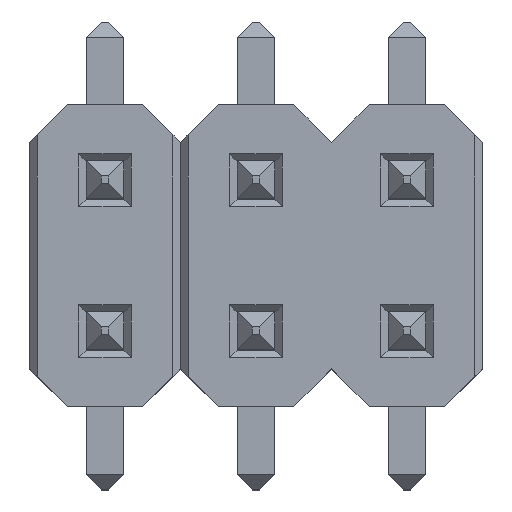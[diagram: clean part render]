
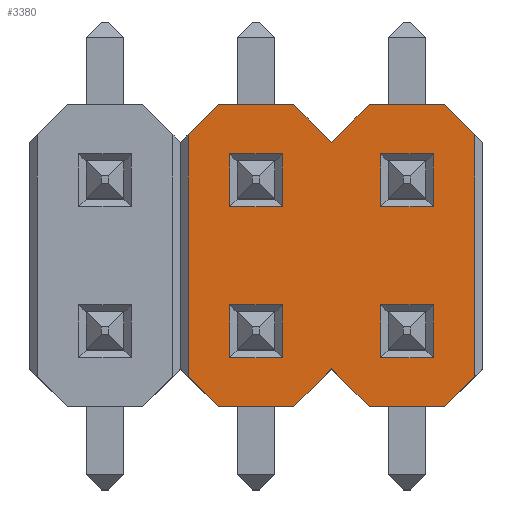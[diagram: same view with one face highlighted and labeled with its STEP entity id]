
A CAD part, top view. The second image highlights one B-rep face of the part: STEP entity #3380.
In plain terms, the highlighted planar face has unit normal (0, 0, 1).
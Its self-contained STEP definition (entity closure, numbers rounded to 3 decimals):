
#16=FACE_BOUND('',#335,.T.);
#17=FACE_BOUND('',#336,.T.);
#18=FACE_BOUND('',#337,.T.);
#19=FACE_BOUND('',#338,.T.);
#139=FACE_OUTER_BOUND('',#334,.T.);
#334=EDGE_LOOP('',(#2489,#2490,#2491,#2492,#2493,#2494,#2495,#2496,#2497,
#2498,#2499,#2500,#2501,#2502));
#335=EDGE_LOOP('',(#2503,#2504,#2505,#2506));
#336=EDGE_LOOP('',(#2507,#2508,#2509,#2510));
#337=EDGE_LOOP('',(#2511,#2512,#2513,#2514));
#338=EDGE_LOOP('',(#2515,#2516,#2517,#2518));
#683=LINE('',#5068,#1116);
#686=LINE('',#5073,#1119);
#688=LINE('',#5077,#1121);
#690=LINE('',#5080,#1123);
#691=LINE('',#5084,#1124);
#692=LINE('',#5086,#1125);
#693=LINE('',#5088,#1126);
#694=LINE('',#5090,#1127);
#695=LINE('',#5092,#1128);
#696=LINE('',#5094,#1129);
#697=LINE('',#5096,#1130);
#698=LINE('',#5098,#1131);
#699=LINE('',#5100,#1132);
#700=LINE('',#5102,#1133);
#701=LINE('',#5104,#1134);
#702=LINE('',#5106,#1135);
#703=LINE('',#5108,#1136);
#704=LINE('',#5109,#1137);
#705=LINE('',#5112,#1138);
#706=LINE('',#5114,#1139);
#707=LINE('',#5116,#1140);
#708=LINE('',#5117,#1141);
#709=LINE('',#5120,#1142);
#710=LINE('',#5122,#1143);
#711=LINE('',#5124,#1144);
#712=LINE('',#5125,#1145);
#713=LINE('',#5128,#1146);
#714=LINE('',#5130,#1147);
#715=LINE('',#5132,#1148);
#716=LINE('',#5133,#1149);
#1116=VECTOR('',#4160,10.);
#1119=VECTOR('',#4165,10.);
#1121=VECTOR('',#4169,10.);
#1123=VECTOR('',#4173,10.);
#1124=VECTOR('',#4176,10.);
#1125=VECTOR('',#4177,10.);
#1126=VECTOR('',#4178,10.);
#1127=VECTOR('',#4179,10.);
#1128=VECTOR('',#4180,10.);
#1129=VECTOR('',#4181,10.);
#1130=VECTOR('',#4182,10.);
#1131=VECTOR('',#4183,10.);
#1132=VECTOR('',#4184,10.);
#1133=VECTOR('',#4185,10.);
#1134=VECTOR('',#4186,10.);
#1135=VECTOR('',#4187,10.);
#1136=VECTOR('',#4188,10.);
#1137=VECTOR('',#4189,10.);
#1138=VECTOR('',#4190,10.);
#1139=VECTOR('',#4191,10.);
#1140=VECTOR('',#4192,10.);
#1141=VECTOR('',#4193,10.);
#1142=VECTOR('',#4194,10.);
#1143=VECTOR('',#4195,10.);
#1144=VECTOR('',#4196,10.);
#1145=VECTOR('',#4197,10.);
#1146=VECTOR('',#4198,10.);
#1147=VECTOR('',#4199,10.);
#1148=VECTOR('',#4200,10.);
#1149=VECTOR('',#4201,10.);
#1478=VERTEX_POINT('',#5066);
#1479=VERTEX_POINT('',#5067);
#1480=VERTEX_POINT('',#5072);
#1481=VERTEX_POINT('',#5076);
#1482=VERTEX_POINT('',#5082);
#1483=VERTEX_POINT('',#5083);
#1484=VERTEX_POINT('',#5085);
#1485=VERTEX_POINT('',#5087);
#1486=VERTEX_POINT('',#5089);
#1487=VERTEX_POINT('',#5091);
#1488=VERTEX_POINT('',#5093);
#1489=VERTEX_POINT('',#5095);
#1490=VERTEX_POINT('',#5097);
#1491=VERTEX_POINT('',#5099);
#1492=VERTEX_POINT('',#5101);
#1493=VERTEX_POINT('',#5103);
#1494=VERTEX_POINT('',#5105);
#1495=VERTEX_POINT('',#5107);
#1496=VERTEX_POINT('',#5110);
#1497=VERTEX_POINT('',#5111);
#1498=VERTEX_POINT('',#5113);
#1499=VERTEX_POINT('',#5115);
#1500=VERTEX_POINT('',#5118);
#1501=VERTEX_POINT('',#5119);
#1502=VERTEX_POINT('',#5121);
#1503=VERTEX_POINT('',#5123);
#1504=VERTEX_POINT('',#5126);
#1505=VERTEX_POINT('',#5127);
#1506=VERTEX_POINT('',#5129);
#1507=VERTEX_POINT('',#5131);
#1837=EDGE_CURVE('',#1478,#1479,#683,.T.);
#1840=EDGE_CURVE('',#1479,#1480,#686,.T.);
#1842=EDGE_CURVE('',#1480,#1481,#688,.T.);
#1844=EDGE_CURVE('',#1481,#1478,#690,.T.);
#1845=EDGE_CURVE('',#1482,#1483,#691,.T.);
#1846=EDGE_CURVE('',#1484,#1482,#692,.T.);
#1847=EDGE_CURVE('',#1484,#1485,#693,.T.);
#1848=EDGE_CURVE('',#1486,#1485,#694,.T.);
#1849=EDGE_CURVE('',#1487,#1486,#695,.T.);
#1850=EDGE_CURVE('',#1487,#1488,#696,.T.);
#1851=EDGE_CURVE('',#1489,#1488,#697,.T.);
#1852=EDGE_CURVE('',#1490,#1489,#698,.T.);
#1853=EDGE_CURVE('',#1491,#1490,#699,.T.);
#1854=EDGE_CURVE('',#1491,#1492,#700,.T.);
#1855=EDGE_CURVE('',#1493,#1492,#701,.T.);
#1856=EDGE_CURVE('',#1494,#1493,#702,.T.);
#1857=EDGE_CURVE('',#1494,#1495,#703,.T.);
#1858=EDGE_CURVE('',#1483,#1495,#704,.T.);
#1859=EDGE_CURVE('',#1496,#1497,#705,.T.);
#1860=EDGE_CURVE('',#1498,#1496,#706,.T.);
#1861=EDGE_CURVE('',#1499,#1498,#707,.T.);
#1862=EDGE_CURVE('',#1497,#1499,#708,.T.);
#1863=EDGE_CURVE('',#1500,#1501,#709,.T.);
#1864=EDGE_CURVE('',#1502,#1500,#710,.T.);
#1865=EDGE_CURVE('',#1503,#1502,#711,.T.);
#1866=EDGE_CURVE('',#1501,#1503,#712,.T.);
#1867=EDGE_CURVE('',#1504,#1505,#713,.T.);
#1868=EDGE_CURVE('',#1506,#1504,#714,.T.);
#1869=EDGE_CURVE('',#1507,#1506,#715,.T.);
#1870=EDGE_CURVE('',#1505,#1507,#716,.T.);
#2489=ORIENTED_EDGE('',*,*,#1845,.F.);
#2490=ORIENTED_EDGE('',*,*,#1846,.F.);
#2491=ORIENTED_EDGE('',*,*,#1847,.T.);
#2492=ORIENTED_EDGE('',*,*,#1848,.F.);
#2493=ORIENTED_EDGE('',*,*,#1849,.F.);
#2494=ORIENTED_EDGE('',*,*,#1850,.T.);
#2495=ORIENTED_EDGE('',*,*,#1851,.F.);
#2496=ORIENTED_EDGE('',*,*,#1852,.F.);
#2497=ORIENTED_EDGE('',*,*,#1853,.F.);
#2498=ORIENTED_EDGE('',*,*,#1854,.T.);
#2499=ORIENTED_EDGE('',*,*,#1855,.F.);
#2500=ORIENTED_EDGE('',*,*,#1856,.F.);
#2501=ORIENTED_EDGE('',*,*,#1857,.T.);
#2502=ORIENTED_EDGE('',*,*,#1858,.F.);
#2503=ORIENTED_EDGE('',*,*,#1859,.F.);
#2504=ORIENTED_EDGE('',*,*,#1860,.F.);
#2505=ORIENTED_EDGE('',*,*,#1861,.F.);
#2506=ORIENTED_EDGE('',*,*,#1862,.F.);
#2507=ORIENTED_EDGE('',*,*,#1863,.F.);
#2508=ORIENTED_EDGE('',*,*,#1864,.F.);
#2509=ORIENTED_EDGE('',*,*,#1865,.F.);
#2510=ORIENTED_EDGE('',*,*,#1866,.F.);
#2511=ORIENTED_EDGE('',*,*,#1867,.F.);
#2512=ORIENTED_EDGE('',*,*,#1868,.F.);
#2513=ORIENTED_EDGE('',*,*,#1869,.F.);
#2514=ORIENTED_EDGE('',*,*,#1870,.F.);
#2515=ORIENTED_EDGE('',*,*,#1837,.F.);
#2516=ORIENTED_EDGE('',*,*,#1844,.F.);
#2517=ORIENTED_EDGE('',*,*,#1842,.F.);
#2518=ORIENTED_EDGE('',*,*,#1840,.F.);
#3066=PLANE('',#3613);
#3380=ADVANCED_FACE('',(#139,#16,#17,#18,#19),#3066,.T.);
#3613=AXIS2_PLACEMENT_3D('',#5081,#4174,#4175);
#4160=DIRECTION('',(0.,-1.,0.));
#4165=DIRECTION('',(1.,0.,0.));
#4169=DIRECTION('',(0.,1.,0.));
#4173=DIRECTION('',(-1.,0.,0.));
#4174=DIRECTION('center_axis',(0.,0.,1.));
#4175=DIRECTION('ref_axis',(1.,0.,0.));
#4176=DIRECTION('',(0.,-1.,0.));
#4177=DIRECTION('',(0.707,-0.707,0.));
#4178=DIRECTION('',(-1.,0.,0.));
#4179=DIRECTION('',(0.707,0.707,0.));
#4180=DIRECTION('',(0.707,-0.707,0.));
#4181=DIRECTION('',(-1.,0.,0.));
#4182=DIRECTION('',(0.707,0.707,0.));
#4183=DIRECTION('',(0.,1.,0.));
#4184=DIRECTION('',(-0.707,0.707,0.));
#4185=DIRECTION('',(1.,0.,0.));
#4186=DIRECTION('',(-0.707,-0.707,0.));
#4187=DIRECTION('',(-0.707,0.707,0.));
#4188=DIRECTION('',(1.,0.,0.));
#4189=DIRECTION('',(-0.707,-0.707,0.));
#4190=DIRECTION('',(1.,0.,0.));
#4191=DIRECTION('',(0.,-1.,0.));
#4192=DIRECTION('',(-1.,0.,0.));
#4193=DIRECTION('',(0.,1.,0.));
#4194=DIRECTION('',(1.,0.,0.));
#4195=DIRECTION('',(0.,-1.,0.));
#4196=DIRECTION('',(-1.,0.,0.));
#4197=DIRECTION('',(0.,1.,0.));
#4198=DIRECTION('',(0.,-1.,0.));
#4199=DIRECTION('',(-1.,0.,0.));
#4200=DIRECTION('',(0.,1.,0.));
#4201=DIRECTION('',(1.,0.,0.));
#5066=CARTESIAN_POINT('',(3.65,1.35,2.));
#5067=CARTESIAN_POINT('',(3.65,0.65,2.));
#5068=CARTESIAN_POINT('',(3.65,0.375,2.));
#5072=CARTESIAN_POINT('',(4.35,0.65,2.));
#5073=CARTESIAN_POINT('',(3.125,0.65,2.));
#5076=CARTESIAN_POINT('',(4.35,1.35,2.));
#5077=CARTESIAN_POINT('',(4.35,0.625,2.));
#5080=CARTESIAN_POINT('',(2.875,1.35,2.));
#5081=CARTESIAN_POINT('Origin',(2.,0.,2.));
#5082=CARTESIAN_POINT('',(4.9,1.6,2.));
#5083=CARTESIAN_POINT('',(4.9,-1.6,2.));
#5084=CARTESIAN_POINT('',(4.9,-1.,2.));
#5085=CARTESIAN_POINT('',(4.5,2.,2.));
#5086=CARTESIAN_POINT('',(5.,1.5,2.));
#5087=CARTESIAN_POINT('',(3.5,2.,2.));
#5088=CARTESIAN_POINT('',(3.,2.,2.));
#5089=CARTESIAN_POINT('',(3.,1.5,2.));
#5090=CARTESIAN_POINT('',(3.,1.5,2.));
#5091=CARTESIAN_POINT('',(2.5,2.,2.));
#5092=CARTESIAN_POINT('',(3.,1.5,2.));
#5093=CARTESIAN_POINT('',(1.5,2.,2.));
#5094=CARTESIAN_POINT('',(1.,2.,2.));
#5095=CARTESIAN_POINT('',(1.1,1.6,2.));
#5096=CARTESIAN_POINT('',(1.,1.5,2.));
#5097=CARTESIAN_POINT('',(1.1,-1.6,2.));
#5098=CARTESIAN_POINT('',(1.1,1.,2.));
#5099=CARTESIAN_POINT('',(1.5,-2.,2.));
#5100=CARTESIAN_POINT('',(1.,-1.5,2.));
#5101=CARTESIAN_POINT('',(2.5,-2.,2.));
#5102=CARTESIAN_POINT('',(3.,-2.,2.));
#5103=CARTESIAN_POINT('',(3.,-1.5,2.));
#5104=CARTESIAN_POINT('',(3.,-1.5,2.));
#5105=CARTESIAN_POINT('',(3.5,-2.,2.));
#5106=CARTESIAN_POINT('',(3.,-1.5,2.));
#5107=CARTESIAN_POINT('',(4.5,-2.,2.));
#5108=CARTESIAN_POINT('',(5.,-2.,2.));
#5109=CARTESIAN_POINT('',(5.,-1.5,2.));
#5110=CARTESIAN_POINT('',(3.65,-1.35,2.));
#5111=CARTESIAN_POINT('',(4.35,-1.35,2.));
#5112=CARTESIAN_POINT('',(3.125,-1.35,2.));
#5113=CARTESIAN_POINT('',(3.65,-0.65,2.));
#5114=CARTESIAN_POINT('',(3.65,-0.625,2.));
#5115=CARTESIAN_POINT('',(4.35,-0.65,2.));
#5116=CARTESIAN_POINT('',(2.875,-0.65,2.));
#5117=CARTESIAN_POINT('',(4.35,-0.375,2.));
#5118=CARTESIAN_POINT('',(1.65,-1.35,2.));
#5119=CARTESIAN_POINT('',(2.35,-1.35,2.));
#5120=CARTESIAN_POINT('',(2.125,-1.35,2.));
#5121=CARTESIAN_POINT('',(1.65,-0.65,2.));
#5122=CARTESIAN_POINT('',(1.65,-0.625,2.));
#5123=CARTESIAN_POINT('',(2.35,-0.65,2.));
#5124=CARTESIAN_POINT('',(1.875,-0.65,2.));
#5125=CARTESIAN_POINT('',(2.35,-0.375,2.));
#5126=CARTESIAN_POINT('',(1.65,1.35,2.));
#5127=CARTESIAN_POINT('',(1.65,0.65,2.));
#5128=CARTESIAN_POINT('',(1.65,0.375,2.));
#5129=CARTESIAN_POINT('',(2.35,1.35,2.));
#5130=CARTESIAN_POINT('',(1.875,1.35,2.));
#5131=CARTESIAN_POINT('',(2.35,0.65,2.));
#5132=CARTESIAN_POINT('',(2.35,0.625,2.));
#5133=CARTESIAN_POINT('',(2.125,0.65,2.));
